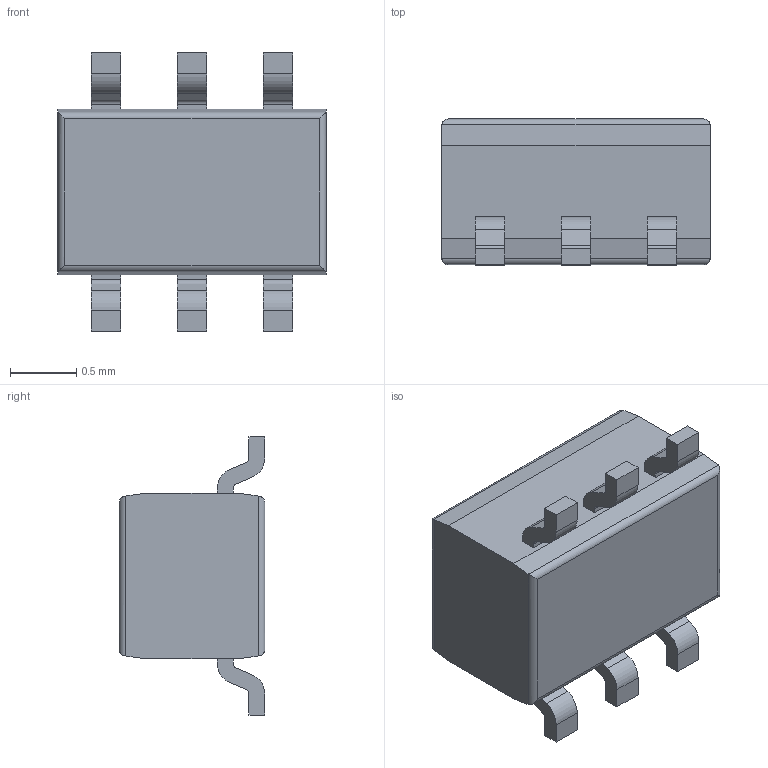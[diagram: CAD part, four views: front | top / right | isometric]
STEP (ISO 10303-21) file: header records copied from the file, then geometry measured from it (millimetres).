
FILE_DESCRIPTION (( 'STEP AP214' ), '1' );
FILE_NAME ( 'SOP65P210X110-6L25.STEP', '2015-11-12T12:18:14', ( '' ), ( '' ), 'FPX Expert 2013', 'PCB Libraries', '' );
FILE_SCHEMA (( 'AUTOMOTIVE_DESIGN' ));
Length unit declared in the file: millimetre
Products named in the file (1): SOP65P210X110-6L25
Bounding box: 2.02 x 1.1 x 2.1 mm (x, y, z)
Volume: 2.8 mm3; surface area: 14.4 mm2
Topology: 7 solids, 7 shells, 105 faces, 270 edges, 180 vertices
Faces by surface type: plane 71, cylinder 32, torus 2
Entity records: 3587 total; most frequent: CARTESIAN_POINT 604, ORIENTED_EDGE 540, DIRECTION 520, EDGE_CURVE 270, VECTOR 200, LINE 200, VERTEX_POINT 180, AXIS2_PLACEMENT_3D 160
